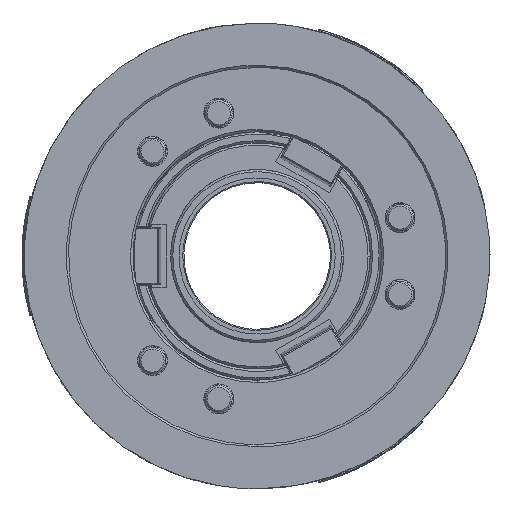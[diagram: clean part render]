
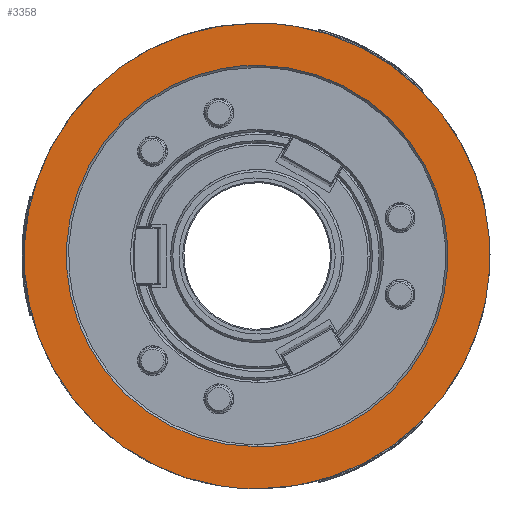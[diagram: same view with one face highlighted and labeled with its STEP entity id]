
A CAD part, left-side view. The second image highlights one B-rep face of the part: STEP entity #3358.
In plain terms, the highlighted free-form (B-spline) face has degree [1, 1] with [2, 2] control points.
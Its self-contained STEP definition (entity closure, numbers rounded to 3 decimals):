
#297 = VERTEX_POINT('',#298);
#298 = CARTESIAN_POINT('',(-4.607,0.,79.241));
#303 = EDGE_CURVE('',#297,#304,#306,.T.);
#304 = VERTEX_POINT('',#305);
#305 = CARTESIAN_POINT('',(-4.607,0.,
    -79.241));
#306 = ( BOUNDED_CURVE() B_SPLINE_CURVE(2,(#307,#308,#309,#310,#311),
.UNSPECIFIED.,.F.,.F.) B_SPLINE_CURVE_WITH_KNOTS((3,2,3),(3.142,
4.712,6.283),.PIECEWISE_BEZIER_KNOTS.) CURVE() 
GEOMETRIC_REPRESENTATION_ITEM() RATIONAL_B_SPLINE_CURVE((1.,
0.707,1.,0.707,1.)) REPRESENTATION_ITEM('') );
#307 = CARTESIAN_POINT('',(-4.607,0.,
    79.241));
#308 = CARTESIAN_POINT('',(-4.607,-79.241,
    79.241));
#309 = CARTESIAN_POINT('',(-4.607,-79.241,
    0.));
#310 = CARTESIAN_POINT('',(-4.607,-79.241,
    -79.241));
#311 = CARTESIAN_POINT('',(-4.607,0.,
    -79.241));
#1796 = VERTEX_POINT('',#1797);
#1797 = CARTESIAN_POINT('',(-4.607,0.,
    -96.748));
#1802 = EDGE_CURVE('',#1803,#1796,#1805,.T.);
#1803 = VERTEX_POINT('',#1804);
#1804 = CARTESIAN_POINT('',(-4.607,0.,96.748));
#1805 = ( BOUNDED_CURVE() B_SPLINE_CURVE(2,(#1806,#1807,#1808,#1809,
#1810),.UNSPECIFIED.,.F.,.F.) B_SPLINE_CURVE_WITH_KNOTS((3,2,3),(0.,
1.571,3.142),.PIECEWISE_BEZIER_KNOTS.) CURVE() 
GEOMETRIC_REPRESENTATION_ITEM() RATIONAL_B_SPLINE_CURVE((1.,
0.707,1.,0.707,1.)) REPRESENTATION_ITEM('') );
#1806 = CARTESIAN_POINT('',(-4.607,0.,96.748));
#1807 = CARTESIAN_POINT('',(-4.607,96.748,
    96.748));
#1808 = CARTESIAN_POINT('',(-4.607,96.748,
    0.));
#1809 = CARTESIAN_POINT('',(-4.607,96.748,
    -96.748));
#1810 = CARTESIAN_POINT('',(-4.607,0.,
    -96.748));
#2629 = EDGE_CURVE('',#1796,#1803,#2630,.T.);
#2630 = ( BOUNDED_CURVE() B_SPLINE_CURVE(2,(#2631,#2632,#2633,#2634,
#2635),.UNSPECIFIED.,.F.,.F.) B_SPLINE_CURVE_WITH_KNOTS((3,2,3),(
    3.142,4.712,6.283),
.PIECEWISE_BEZIER_KNOTS.) CURVE() GEOMETRIC_REPRESENTATION_ITEM() 
RATIONAL_B_SPLINE_CURVE((1.,0.707,1.,0.707,1.)) 
REPRESENTATION_ITEM('') );
#2631 = CARTESIAN_POINT('',(-4.607,0.,
    -96.748));
#2632 = CARTESIAN_POINT('',(-4.607,-96.748,
    -96.748));
#2633 = CARTESIAN_POINT('',(-4.607,-96.748,
    0.));
#2634 = CARTESIAN_POINT('',(-4.607,-96.748,
    96.748));
#2635 = CARTESIAN_POINT('',(-4.607,0.,
    96.748));
#3358 = ADVANCED_FACE('',(#3359,#3363),#3374,.F.);
#3359 = FACE_BOUND('',#3360,.T.);
#3360 = EDGE_LOOP('',(#3361,#3362));
#3361 = ORIENTED_EDGE('',*,*,#1802,.T.);
#3362 = ORIENTED_EDGE('',*,*,#2629,.T.);
#3363 = FACE_BOUND('',#3364,.T.);
#3364 = EDGE_LOOP('',(#3365,#3366));
#3365 = ORIENTED_EDGE('',*,*,#303,.T.);
#3366 = ORIENTED_EDGE('',*,*,#3367,.T.);
#3367 = EDGE_CURVE('',#304,#297,#3368,.T.);
#3368 = ( BOUNDED_CURVE() B_SPLINE_CURVE(2,(#3369,#3370,#3371,#3372,
#3373),.UNSPECIFIED.,.F.,.F.) B_SPLINE_CURVE_WITH_KNOTS((3,2,3),(0.,
1.571,3.142),.PIECEWISE_BEZIER_KNOTS.) CURVE() 
GEOMETRIC_REPRESENTATION_ITEM() RATIONAL_B_SPLINE_CURVE((1.,
0.707,1.,0.707,1.)) REPRESENTATION_ITEM('') );
#3369 = CARTESIAN_POINT('',(-4.607,0.,-79.241));
#3370 = CARTESIAN_POINT('',(-4.607,79.241,
    -79.241));
#3371 = CARTESIAN_POINT('',(-4.607,79.241,
    0.));
#3372 = CARTESIAN_POINT('',(-4.607,79.241,
    79.241));
#3373 = CARTESIAN_POINT('',(-4.607,0.,
    79.241));
#3374 = B_SPLINE_SURFACE_WITH_KNOTS('',1,1,(
    (#3375,#3376)
    ,(#3377,#3378
    )),.UNSPECIFIED.,.F.,.F.,.F.,(2,2),(2,2),(-190.,20.),(-105.,105.),
  .PIECEWISE_BEZIER_KNOTS.);
#3375 = CARTESIAN_POINT('',(-4.607,-96.748,
    -96.748));
#3376 = CARTESIAN_POINT('',(-4.607,-96.748,
    96.748));
#3377 = CARTESIAN_POINT('',(-4.607,96.748,
    -96.748));
#3378 = CARTESIAN_POINT('',(-4.607,96.748,
    96.748));
